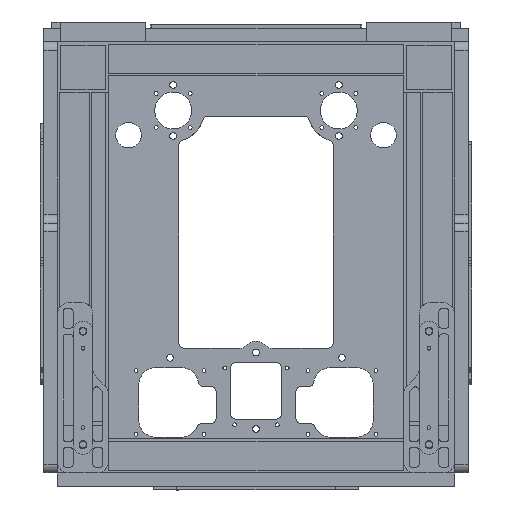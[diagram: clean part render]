
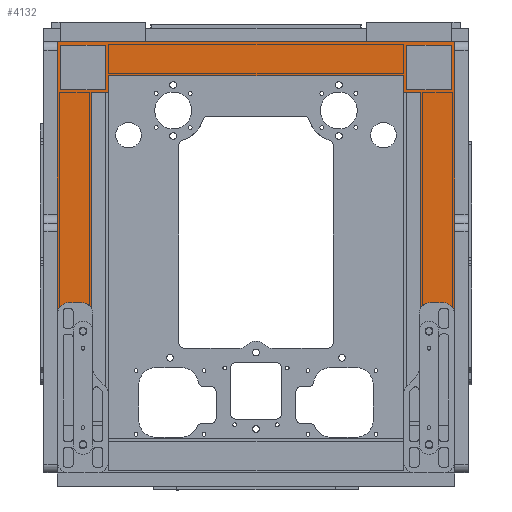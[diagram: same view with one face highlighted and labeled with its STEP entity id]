
A CAD part, left-side view. The second image highlights one B-rep face of the part: STEP entity #4132.
In plain terms, the highlighted planar face has unit normal (-1, 0, 0).
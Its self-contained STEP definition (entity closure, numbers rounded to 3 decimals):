
#2085=FACE_BOUND('',#7752,.T.);
#2086=FACE_BOUND('',#7753,.T.);
#2087=FACE_BOUND('',#7754,.T.);
#2769=CIRCLE('',#30446,20.);
#2770=CIRCLE('',#30447,20.);
#2771=CIRCLE('',#30448,20.);
#2772=CIRCLE('',#30449,20.);
#4132=ADVANCED_FACE('',(#2085,#2086,#2087),#5636,.F.);
#5636=PLANE('',#30450);
#7752=EDGE_LOOP('',(#9881,#9882,#9883,#9884,#9885,#9886,#9887,#9888,#9889,
#9890,#9891,#9892,#9893,#9894,#9895,#9896));
#7753=EDGE_LOOP('',(#9897,#9898,#9899,#9900));
#7754=EDGE_LOOP('',(#9901,#9902,#9903,#9904));
#9881=ORIENTED_EDGE('',*,*,#20794,.F.);
#9882=ORIENTED_EDGE('',*,*,#20891,.F.);
#9883=ORIENTED_EDGE('',*,*,#20945,.F.);
#9884=ORIENTED_EDGE('',*,*,#20946,.F.);
#9885=ORIENTED_EDGE('',*,*,#20947,.F.);
#9886=ORIENTED_EDGE('',*,*,#20948,.T.);
#9887=ORIENTED_EDGE('',*,*,#20949,.T.);
#9888=ORIENTED_EDGE('',*,*,#20950,.T.);
#9889=ORIENTED_EDGE('',*,*,#20951,.T.);
#9890=ORIENTED_EDGE('',*,*,#20952,.T.);
#9891=ORIENTED_EDGE('',*,*,#20860,.T.);
#9892=ORIENTED_EDGE('',*,*,#20833,.F.);
#9893=ORIENTED_EDGE('',*,*,#20953,.T.);
#9894=ORIENTED_EDGE('',*,*,#20954,.T.);
#9895=ORIENTED_EDGE('',*,*,#20955,.T.);
#9896=ORIENTED_EDGE('',*,*,#20956,.F.);
#9897=ORIENTED_EDGE('',*,*,#20935,.F.);
#9898=ORIENTED_EDGE('',*,*,#20944,.F.);
#9899=ORIENTED_EDGE('',*,*,#20941,.F.);
#9900=ORIENTED_EDGE('',*,*,#20938,.F.);
#9901=ORIENTED_EDGE('',*,*,#20957,.F.);
#9902=ORIENTED_EDGE('',*,*,#20958,.F.);
#9903=ORIENTED_EDGE('',*,*,#20959,.F.);
#9904=ORIENTED_EDGE('',*,*,#20960,.F.);
#17973=VERTEX_POINT('',#41828);
#17974=VERTEX_POINT('',#41830);
#17987=VERTEX_POINT('',#41860);
#18008=VERTEX_POINT('',#41904);
#18034=VERTEX_POINT('',#41960);
#18064=VERTEX_POINT('',#42022);
#18103=VERTEX_POINT('',#42106);
#18104=VERTEX_POINT('',#42108);
#18106=VERTEX_POINT('',#42114);
#18108=VERTEX_POINT('',#42120);
#18109=VERTEX_POINT('',#42127);
#18110=VERTEX_POINT('',#42129);
#18111=VERTEX_POINT('',#42131);
#18112=VERTEX_POINT('',#42133);
#18113=VERTEX_POINT('',#42135);
#18114=VERTEX_POINT('',#42137);
#18115=VERTEX_POINT('',#42139);
#18116=VERTEX_POINT('',#42142);
#18117=VERTEX_POINT('',#42144);
#18118=VERTEX_POINT('',#42146);
#18119=VERTEX_POINT('',#42149);
#18120=VERTEX_POINT('',#42150);
#18121=VERTEX_POINT('',#42152);
#18122=VERTEX_POINT('',#42154);
#20794=EDGE_CURVE('',#17973,#17974,#24923,.T.);
#20833=EDGE_CURVE('',#18008,#17987,#24955,.T.);
#20860=EDGE_CURVE('',#18034,#17987,#24976,.T.);
#20891=EDGE_CURVE('',#18064,#17973,#25007,.T.);
#20935=EDGE_CURVE('',#18103,#18104,#25051,.T.);
#20938=EDGE_CURVE('',#18104,#18106,#25054,.T.);
#20941=EDGE_CURVE('',#18106,#18108,#25057,.T.);
#20944=EDGE_CURVE('',#18108,#18103,#25060,.T.);
#20945=EDGE_CURVE('',#18109,#18064,#25061,.T.);
#20946=EDGE_CURVE('',#18110,#18109,#25062,.T.);
#20947=EDGE_CURVE('',#18111,#18110,#25063,.T.);
#20948=EDGE_CURVE('',#18111,#18112,#25064,.T.);
#20949=EDGE_CURVE('',#18112,#18113,#2769,.T.);
#20950=EDGE_CURVE('',#18113,#18114,#25065,.T.);
#20951=EDGE_CURVE('',#18114,#18115,#2770,.T.);
#20952=EDGE_CURVE('',#18115,#18034,#25066,.T.);
#20953=EDGE_CURVE('',#18008,#18116,#2771,.T.);
#20954=EDGE_CURVE('',#18116,#18117,#25067,.T.);
#20955=EDGE_CURVE('',#18117,#18118,#2772,.T.);
#20956=EDGE_CURVE('',#17974,#18118,#25068,.T.);
#20957=EDGE_CURVE('',#18119,#18120,#25069,.T.);
#20958=EDGE_CURVE('',#18121,#18119,#25070,.T.);
#20959=EDGE_CURVE('',#18122,#18121,#25071,.T.);
#20960=EDGE_CURVE('',#18120,#18122,#25072,.T.);
#24923=LINE('',#41829,#27679);
#24955=LINE('',#41905,#27711);
#24976=LINE('',#41959,#27732);
#25007=LINE('',#42023,#27763);
#25051=LINE('',#42107,#27807);
#25054=LINE('',#42113,#27810);
#25057=LINE('',#42119,#27813);
#25060=LINE('',#42124,#27816);
#25061=LINE('',#42126,#27817);
#25062=LINE('',#42128,#27818);
#25063=LINE('',#42130,#27819);
#25064=LINE('',#42132,#27820);
#25065=LINE('',#42136,#27821);
#25066=LINE('',#42140,#27822);
#25067=LINE('',#42143,#27823);
#25068=LINE('',#42147,#27824);
#25069=LINE('',#42148,#27825);
#25070=LINE('',#42151,#27826);
#25071=LINE('',#42153,#27827);
#25072=LINE('',#42155,#27828);
#27679=VECTOR('',#33311,1.);
#27711=VECTOR('',#33361,1.);
#27732=VECTOR('',#33398,1.);
#27763=VECTOR('',#33433,1.);
#27807=VECTOR('',#33479,1.);
#27810=VECTOR('',#33484,1.);
#27813=VECTOR('',#33489,1.);
#27816=VECTOR('',#33494,1.);
#27817=VECTOR('',#33497,1.);
#27818=VECTOR('',#33498,1.);
#27819=VECTOR('',#33499,1.);
#27820=VECTOR('',#33500,1.);
#27821=VECTOR('',#33503,1.);
#27822=VECTOR('',#33506,1.);
#27823=VECTOR('',#33509,1.);
#27824=VECTOR('',#33512,1.);
#27825=VECTOR('',#33513,1.);
#27826=VECTOR('',#33514,1.);
#27827=VECTOR('',#33515,1.);
#27828=VECTOR('',#33516,1.);
#30446=AXIS2_PLACEMENT_3D('',#42134,#33501,#33502);
#30447=AXIS2_PLACEMENT_3D('',#42138,#33504,#33505);
#30448=AXIS2_PLACEMENT_3D('',#42141,#33507,#33508);
#30449=AXIS2_PLACEMENT_3D('',#42145,#33510,#33511);
#30450=AXIS2_PLACEMENT_3D('',#42156,#33517,#33518);
#33311=DIRECTION('',(0.,1.,0.));
#33361=DIRECTION('',(0.,0.,1.));
#33398=DIRECTION('',(0.,1.,0.));
#33433=DIRECTION('',(0.,0.,-1.));
#33479=DIRECTION('',(0.,0.,1.));
#33484=DIRECTION('',(0.,1.,0.));
#33489=DIRECTION('',(0.,0.,-1.));
#33494=DIRECTION('',(0.,-1.,0.));
#33497=DIRECTION('',(0.,1.,0.));
#33498=DIRECTION('',(0.,0.,1.));
#33499=DIRECTION('',(0.,1.,0.));
#33500=DIRECTION('',(0.,0.,-1.));
#33501=DIRECTION('',(1.,0.,0.));
#33502=DIRECTION('',(0.,1.,0.));
#33503=DIRECTION('',(0.,-1.,0.));
#33504=DIRECTION('',(1.,0.,0.));
#33505=DIRECTION('',(0.,1.,0.));
#33506=DIRECTION('',(0.,0.,1.));
#33507=DIRECTION('',(1.,0.,0.));
#33508=DIRECTION('',(0.,1.,0.));
#33509=DIRECTION('',(0.,-1.,0.));
#33510=DIRECTION('',(1.,0.,0.));
#33511=DIRECTION('',(0.,1.,0.));
#33512=DIRECTION('',(0.,0.,-1.));
#33513=DIRECTION('',(0.,0.,1.));
#33514=DIRECTION('',(0.,-1.,0.));
#33515=DIRECTION('',(0.,0.,-1.));
#33516=DIRECTION('',(0.,1.,0.));
#33517=DIRECTION('',(1.,0.,0.));
#33518=DIRECTION('',(0.,-1.,0.));
#41828=CARTESIAN_POINT('',(-58.39,260.,515.));
#41829=CARTESIAN_POINT('',(-58.39,260.,515.));
#41830=CARTESIAN_POINT('',(-58.39,290.,515.));
#41860=CARTESIAN_POINT('',(-58.39,350.,605.));
#41904=CARTESIAN_POINT('',(-58.39,350.,125.));
#41905=CARTESIAN_POINT('',(-58.39,350.,515.));
#41959=CARTESIAN_POINT('',(-58.39,350.,605.));
#41960=CARTESIAN_POINT('',(-58.39,-350.,605.));
#42022=CARTESIAN_POINT('',(-58.39,260.,545.));
#42023=CARTESIAN_POINT('',(-58.39,260.,605.));
#42106=CARTESIAN_POINT('',(-58.39,266.,521.));
#42107=CARTESIAN_POINT('',(-58.39,266.,521.));
#42108=CARTESIAN_POINT('',(-58.39,266.,599.));
#42113=CARTESIAN_POINT('',(-58.39,266.,599.));
#42114=CARTESIAN_POINT('',(-58.39,344.,599.));
#42119=CARTESIAN_POINT('',(-58.39,344.,599.));
#42120=CARTESIAN_POINT('',(-58.39,344.,521.));
#42124=CARTESIAN_POINT('',(-58.39,344.,521.));
#42126=CARTESIAN_POINT('',(-58.39,-260.,545.));
#42127=CARTESIAN_POINT('',(-58.39,-260.,545.));
#42128=CARTESIAN_POINT('',(-58.39,-260.,515.));
#42129=CARTESIAN_POINT('',(-58.39,-260.,515.));
#42130=CARTESIAN_POINT('',(-58.39,-350.,515.));
#42131=CARTESIAN_POINT('',(-58.39,-290.,515.));
#42132=CARTESIAN_POINT('',(-58.39,-290.,515.));
#42133=CARTESIAN_POINT('',(-58.39,-290.,134.682));
#42134=CARTESIAN_POINT('',(-58.39,-307.5,125.));
#42135=CARTESIAN_POINT('',(-58.39,-307.5,145.));
#42136=CARTESIAN_POINT('',(-58.39,-280.,145.));
#42137=CARTESIAN_POINT('',(-58.39,-330.,145.));
#42138=CARTESIAN_POINT('',(-58.39,-330.,125.));
#42139=CARTESIAN_POINT('',(-58.39,-350.,125.));
#42140=CARTESIAN_POINT('',(-58.39,-350.,605.));
#42141=CARTESIAN_POINT('',(-58.39,330.,125.));
#42142=CARTESIAN_POINT('',(-58.39,330.,145.));
#42143=CARTESIAN_POINT('',(-58.39,330.,145.));
#42144=CARTESIAN_POINT('',(-58.39,307.5,145.));
#42145=CARTESIAN_POINT('',(-58.39,307.5,125.));
#42146=CARTESIAN_POINT('',(-58.39,290.,134.682));
#42147=CARTESIAN_POINT('',(-58.39,290.,515.));
#42148=CARTESIAN_POINT('',(-58.39,-344.,521.));
#42149=CARTESIAN_POINT('',(-58.39,-344.,521.));
#42150=CARTESIAN_POINT('',(-58.39,-344.,599.));
#42151=CARTESIAN_POINT('',(-58.39,-266.,521.));
#42152=CARTESIAN_POINT('',(-58.39,-266.,521.));
#42153=CARTESIAN_POINT('',(-58.39,-266.,599.));
#42154=CARTESIAN_POINT('',(-58.39,-266.,599.));
#42155=CARTESIAN_POINT('',(-58.39,-344.,599.));
#42156=CARTESIAN_POINT('',(-58.39,260.,605.));
